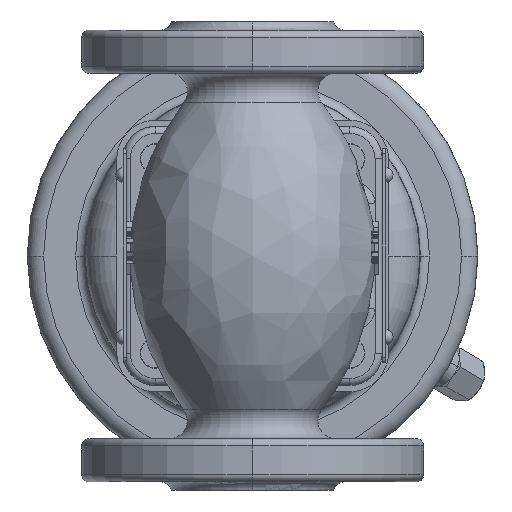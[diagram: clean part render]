
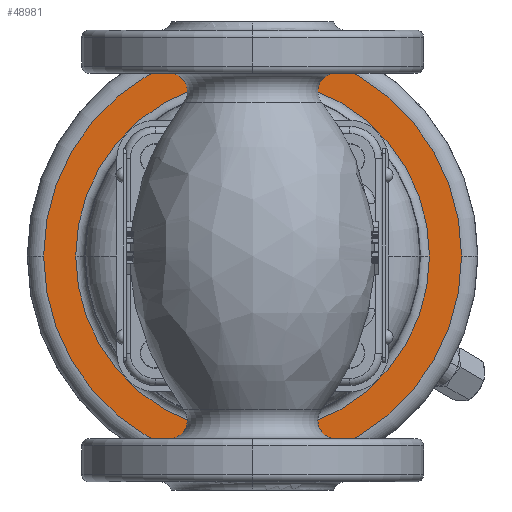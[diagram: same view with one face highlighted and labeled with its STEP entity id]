
A CAD part, left-side view. The second image highlights one B-rep face of the part: STEP entity #48981.
In plain terms, the highlighted planar face has unit normal (-1, 0, 0).
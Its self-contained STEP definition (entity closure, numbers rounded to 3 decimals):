
#11934=CARTESIAN_POINT('',(-2.5,0.,0.));
#11935=DIRECTION('',(-1.,0.,0.));
#11936=DIRECTION('',(0.,1.,0.));
#11937=AXIS2_PLACEMENT_3D('',#11934,#11935,#11936);
#11939=CARTESIAN_POINT('',(-2.5,0.,0.));
#11940=DIRECTION('',(1.,0.,0.));
#11941=DIRECTION('',(0.,1.,0.));
#11942=AXIS2_PLACEMENT_3D('',#11939,#11940,#11941);
#11944=CARTESIAN_POINT('',(-2.5,0.,0.));
#11945=DIRECTION('',(1.,0.,0.));
#11946=DIRECTION('',(0.,1.,0.));
#11947=AXIS2_PLACEMENT_3D('',#11944,#11945,#11946);
#11949=CARTESIAN_POINT('',(-2.5,0.,0.));
#11950=DIRECTION('',(-1.,0.,0.));
#11951=DIRECTION('',(0.,1.,0.));
#11952=AXIS2_PLACEMENT_3D('',#11949,#11950,#11951);
#34052=CARTESIAN_POINT('',(-2.5,58.05,0.));
#34054=VERTEX_POINT('',#34052);
#34055=CARTESIAN_POINT('',(-2.5,49.137,0.));
#34057=VERTEX_POINT('',#34055);
#34084=CARTESIAN_POINT('',(-2.5,-58.05,0.));
#34086=VERTEX_POINT('',#34084);
#34087=CARTESIAN_POINT('',(-2.5,-49.137,0.));
#34089=VERTEX_POINT('',#34087);
#48966=CARTESIAN_POINT('',(-2.5,0.,0.));
#48967=DIRECTION('',(1.,0.,0.));
#48968=DIRECTION('',(0.,-1.,0.));
#48969=AXIS2_PLACEMENT_3D('',#48966,#48967,#48968);
#48970=PLANE('',#48969);
#48972=ORIENTED_EDGE('',*,*,#48971,.T.);
#48974=ORIENTED_EDGE('',*,*,#48973,.F.);
#48975=EDGE_LOOP('',(#48972,#48974));
#48976=FACE_OUTER_BOUND('',#48975,.F.);
#48977=ORIENTED_EDGE('',*,*,#48948,.T.);
#48978=ORIENTED_EDGE('',*,*,#48959,.F.);
#48979=EDGE_LOOP('',(#48977,#48978));
#48980=FACE_BOUND('',#48979,.F.);
#48981=ADVANCED_FACE('',(#48976,#48980),#48970,.F.);
#11938=CIRCLE('',#11937,49.137);
#11943=CIRCLE('',#11942,49.137);
#11948=CIRCLE('',#11947,58.05);
#11953=CIRCLE('',#11952,58.05);
#48948=EDGE_CURVE('',#34057,#34089,#11938,.T.);
#48959=EDGE_CURVE('',#34057,#34089,#11943,.T.);
#48971=EDGE_CURVE('',#34054,#34086,#11948,.T.);
#48973=EDGE_CURVE('',#34054,#34086,#11953,.T.);
